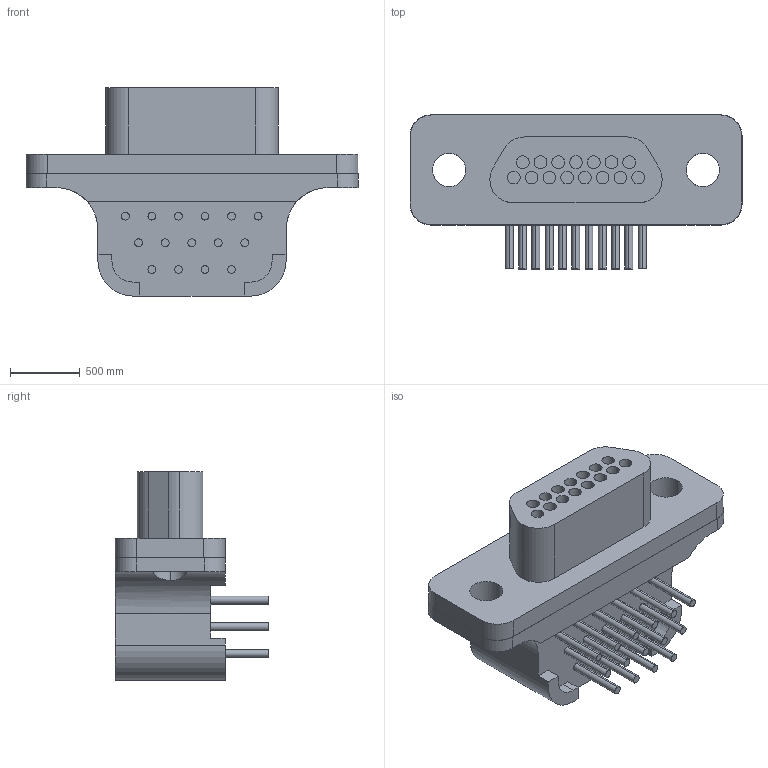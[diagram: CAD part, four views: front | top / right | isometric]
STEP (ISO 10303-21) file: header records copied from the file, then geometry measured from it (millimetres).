
FILE_DESCRIPTION(('STEP AP242'),'1');
FILE_NAME('gmr7590c-15p1bb.stp','2019-11-26T07:57:16',('TraceParts'),('TraceParts S.A.'),'Spatial InterOp 3D',' ',' ');
FILE_SCHEMA(('AP242_MANAGED_MODEL_BASED_3D_ENGINEERING_MIM_LF {1 0 10303 442 1 1 4}'));
Length unit declared in the file: decimetre
Products named in the file (1): gmr7590c-15p1bb
Bounding box: 2375.2 x 1101.2 x 1489 mm (x, y, z)
Volume: 1386486633.4 mm3; surface area: 13972494.4 mm2
Topology: 1 solids, 8 shells, 380 faces, 954 edges, 636 vertices
Faces by surface type: plane 219, cylinder 84, bspline 77
Entity records: 26639 total; most frequent: CARTESIAN_POINT 14802, ORIENTED_EDGE 1908, DIRECTION 1574, EDGE_CURVE 954, VERTEX_POINT 636, LINE 626, VECTOR 626, AXIS2_PLACEMENT_3D 474
